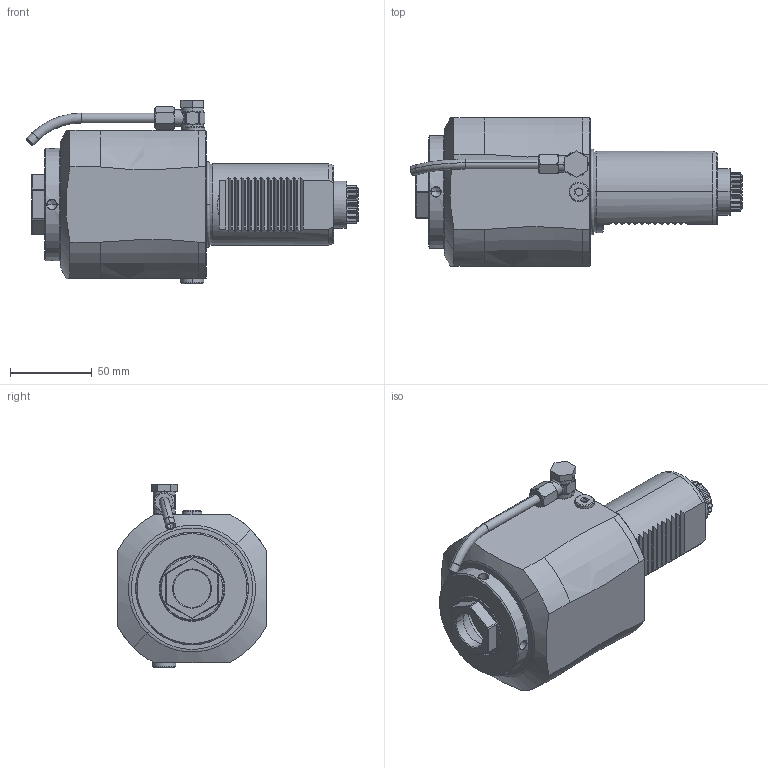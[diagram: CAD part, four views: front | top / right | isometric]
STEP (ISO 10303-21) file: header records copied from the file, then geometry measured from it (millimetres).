
FILE_DESCRIPTION((''),'2;1');
FILE_NAME('NGT1_50_135_32_3HD','2025-04-08T',('vali'),('NOVA GRUP'),'PRO/ENGINEER BY PARAMETRIC TECHNOLOGY CORPORATION, 2010280','PRO/ENGINEER BY PARAMETRIC TECHNOLOGY CORPORATION, 2010280','');
FILE_SCHEMA(('CONFIG_CONTROL_DESIGN'));
Length unit declared in the file: millimetre
Products named in the file (1): NGT1_50_135_32_3HD
Bounding box: 203.44 x 91 x 112.4 mm (x, y, z)
Volume: 847805.4 mm3; surface area: 67803.3 mm2
Topology: 1 solids, 2 shells, 542 faces, 1447 edges, 922 vertices
Faces by surface type: cylinder 191, plane 179, cone 102, torus 38, bspline 32
Entity records: 23419 total; most frequent: CARTESIAN_POINT 10488, ORIENTED_EDGE 2878, DIRECTION 2489, EDGE_CURVE 1439, AXIS2_PLACEMENT_3D 973, VERTEX_POINT 922, EDGE_LOOP 569, VECTOR 543
